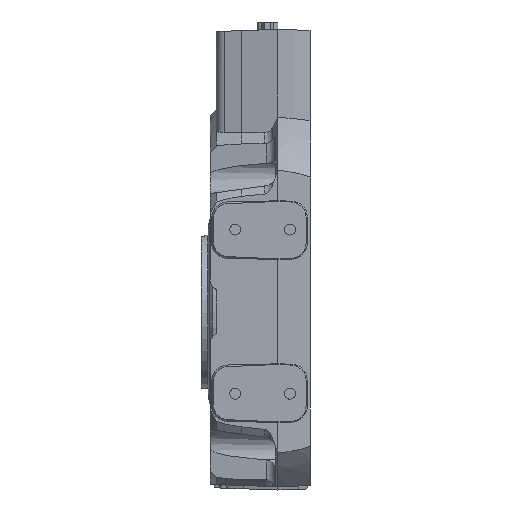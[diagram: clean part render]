
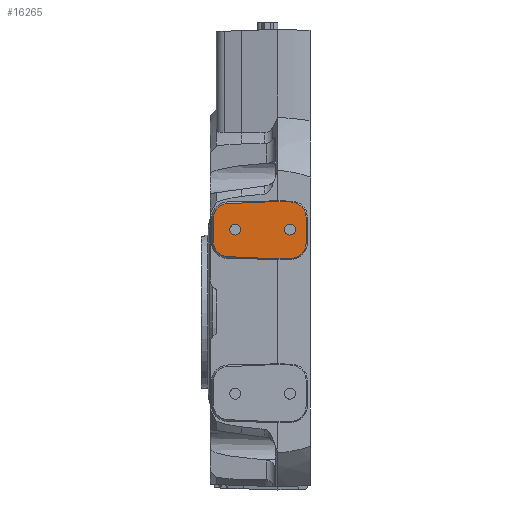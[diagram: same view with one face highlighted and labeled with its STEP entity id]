
A CAD part, left-side view. The second image highlights one B-rep face of the part: STEP entity #16265.
In plain terms, the highlighted planar face has unit normal (-1, 0, 0).
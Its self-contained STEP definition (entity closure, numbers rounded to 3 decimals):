
#362 = AXIS2_PLACEMENT_3D ( 'NONE', #18299, #13087, #5072 ) ;
#376 = VERTEX_POINT ( 'NONE', #12896 ) ;
#529 = CARTESIAN_POINT ( 'NONE',  ( -80., 9.5, 35. ) ) ;
#612 = CARTESIAN_POINT ( 'NONE',  ( -80., 37.644, 42.506 ) ) ;
#624 = CARTESIAN_POINT ( 'NONE',  ( -80., 8.179, 24.431 ) ) ;
#1001 = VERTEX_POINT ( 'NONE', #14604 ) ;
#1171 = AXIS2_PLACEMENT_3D ( 'NONE', #612, #20268, #7135 ) ;
#1236 = ORIENTED_EDGE ( 'NONE', *, *, #7859, .F. ) ;
#1512 = CARTESIAN_POINT ( 'NONE',  ( -80., 44.51, 43.232 ) ) ;
#1589 = CARTESIAN_POINT ( 'NONE',  ( -80., 9.844, 23.908 ) ) ;
#1616 = DIRECTION ( 'NONE',  ( 0., 0., 1. ) ) ;
#2207 = EDGE_CURVE ( 'NONE', #14884, #20419, #16241, .T. ) ;
#2210 = DIRECTION ( 'NONE',  ( 0., -0.999, -0.044 ) ) ;
#2311 = DIRECTION ( 'NONE',  ( 0., 0., 1. ) ) ;
#2459 = VERTEX_POINT ( 'NONE', #12845 ) ;
#2547 = CIRCLE ( 'NONE', #1171, 6.866 ) ;
#2558 = EDGE_CURVE ( 'NONE', #3221, #12426, #10703, .T. ) ;
#2603 = CARTESIAN_POINT ( 'NONE',  ( -80., 9.5, 40. ) ) ;
#2658 = CARTESIAN_POINT ( 'NONE',  ( -80., 2.134, 31.268 ) ) ;
#3207 = DIRECTION ( 'NONE',  ( 0., 0., 1. ) ) ;
#3221 = VERTEX_POINT ( 'NONE', #2603 ) ;
#3481 = CARTESIAN_POINT ( 'NONE',  ( -80., 2.134, 43.232 ) ) ;
#3748 = EDGE_CURVE ( 'NONE', #10606, #376, #5909, .T. ) ;
#3838 = DIRECTION ( 'NONE',  ( -1., 0., 0. ) ) ;
#3927 = FACE_OUTER_BOUND ( 'NONE', #5595, .T. ) ;
#4062 = CARTESIAN_POINT ( 'NONE',  ( -80., 37.943, 25.135 ) ) ;
#4144 = EDGE_CURVE ( 'NONE', #12426, #3221, #7660, .T. ) ;
#4308 = ORIENTED_EDGE ( 'NONE', *, *, #2558, .F. ) ;
#4739 = DIRECTION ( 'NONE',  ( -1., 0., 0. ) ) ;
#5043 = DIRECTION ( 'NONE',  ( 0., 0., 1. ) ) ;
#5072 = DIRECTION ( 'NONE',  ( 0., 0., 1. ) ) ;
#5340 = AXIS2_PLACEMENT_3D ( 'NONE', #10541, #20200, #20313 ) ;
#5451 = EDGE_LOOP ( 'NONE', ( #16938, #18616 ) ) ;
#5557 = VERTEX_POINT ( 'NONE', #13954 ) ;
#5595 = EDGE_LOOP ( 'NONE', ( #13118, #17153, #6624, #21323, #6797, #14391, #6887, #10583, #8753, #1236 ) ) ;
#5874 = VECTOR ( 'NONE', #2210, 1000. ) ;
#5909 = CIRCLE ( 'NONE', #12825, 2.5 ) ;
#6282 = EDGE_CURVE ( 'NONE', #20504, #15614, #8687, .T. ) ;
#6297 = DIRECTION ( 'NONE',  ( 1., 0., 0. ) ) ;
#6363 = DIRECTION ( 'NONE',  ( 0., 0., 1. ) ) ;
#6624 = ORIENTED_EDGE ( 'NONE', *, *, #9097, .F. ) ;
#6797 = ORIENTED_EDGE ( 'NONE', *, *, #2207, .F. ) ;
#6887 = ORIENTED_EDGE ( 'NONE', *, *, #13475, .F. ) ;
#7081 = CIRCLE ( 'NONE', #19550, 6.866 ) ;
#7119 = EDGE_CURVE ( 'NONE', #376, #10606, #7671, .T. ) ;
#7124 = CARTESIAN_POINT ( 'NONE',  ( -80., 2.134, 43.232 ) ) ;
#7135 = DIRECTION ( 'NONE',  ( 0., 0., 1. ) ) ;
#7404 = VECTOR ( 'NONE', #1616, 1000. ) ;
#7660 = CIRCLE ( 'NONE', #9032, 2.5 ) ;
#7671 = CIRCLE ( 'NONE', #20832, 2.5 ) ;
#7859 = EDGE_CURVE ( 'NONE', #17165, #20504, #16991, .T. ) ;
#7909 = EDGE_CURVE ( 'NONE', #8831, #5557, #9725, .T. ) ;
#8098 = CARTESIAN_POINT ( 'NONE',  ( -80., 9.322, 50.615 ) ) ;
#8322 = CARTESIAN_POINT ( 'NONE',  ( -80., 15., 24.133 ) ) ;
#8687 = LINE ( 'NONE', #3481, #17339 ) ;
#8753 = ORIENTED_EDGE ( 'NONE', *, *, #6282, .F. ) ;
#8831 = VERTEX_POINT ( 'NONE', #17584 ) ;
#8901 = FACE_BOUND ( 'NONE', #5451, .T. ) ;
#9032 = AXIS2_PLACEMENT_3D ( 'NONE', #9512, #4739, #6363 ) ;
#9041 = VERTEX_POINT ( 'NONE', #8322 ) ;
#9097 = EDGE_CURVE ( 'NONE', #2459, #8831, #2547, .T. ) ;
#9512 = CARTESIAN_POINT ( 'NONE',  ( -80., 9.5, 37.5 ) ) ;
#9712 = CARTESIAN_POINT ( 'NONE',  ( -80., 37.644, 31.994 ) ) ;
#9725 = LINE ( 'NONE', #8098, #18029 ) ;
#10344 = EDGE_LOOP ( 'NONE', ( #4308, #18911 ) ) ;
#10541 = CARTESIAN_POINT ( 'NONE',  ( -80., 9., 43.232 ) ) ;
#10583 = ORIENTED_EDGE ( 'NONE', *, *, #16609, .F. ) ;
#10606 = VERTEX_POINT ( 'NONE', #15272 ) ;
#10703 = CIRCLE ( 'NONE', #13471, 2.5 ) ;
#10928 = LINE ( 'NONE', #624, #11504 ) ;
#11280 = CARTESIAN_POINT ( 'NONE',  ( -80., 9., 31.268 ) ) ;
#11448 = DIRECTION ( 'NONE',  ( 1., 0., 0. ) ) ;
#11504 = VECTOR ( 'NONE', #13979, 1000. ) ;
#11979 = CARTESIAN_POINT ( 'NONE',  ( -80., 8.701, 50.092 ) ) ;
#12166 = FACE_BOUND ( 'NONE', #10344, .T. ) ;
#12426 = VERTEX_POINT ( 'NONE', #529 ) ;
#12433 = AXIS2_PLACEMENT_3D ( 'NONE', #9712, #11448, #3207 ) ;
#12825 = AXIS2_PLACEMENT_3D ( 'NONE', #15132, #20125, #20640 ) ;
#12845 = CARTESIAN_POINT ( 'NONE',  ( -80., 44.51, 42.506 ) ) ;
#12896 = CARTESIAN_POINT ( 'NONE',  ( -80., 34.5, 35. ) ) ;
#12911 = DIRECTION ( 'NONE',  ( 0., 0., 1. ) ) ;
#13081 = LINE ( 'NONE', #1589, #16346 ) ;
#13087 = DIRECTION ( 'NONE',  ( 1., 0., 0. ) ) ;
#13118 = ORIENTED_EDGE ( 'NONE', *, *, #20911, .F. ) ;
#13471 = AXIS2_PLACEMENT_3D ( 'NONE', #16419, #17943, #5043 ) ;
#13475 = EDGE_CURVE ( 'NONE', #1001, #9041, #10928, .T. ) ;
#13954 = CARTESIAN_POINT ( 'NONE',  ( -80., 15., 50.367 ) ) ;
#13979 = DIRECTION ( 'NONE',  ( 0., 0.999, -0.044 ) ) ;
#14391 = ORIENTED_EDGE ( 'NONE', *, *, #14810, .F. ) ;
#14604 = CARTESIAN_POINT ( 'NONE',  ( -80., 8.701, 24.408 ) ) ;
#14810 = EDGE_CURVE ( 'NONE', #9041, #14884, #13081, .T. ) ;
#14884 = VERTEX_POINT ( 'NONE', #4062 ) ;
#15048 = CARTESIAN_POINT ( 'NONE',  ( -80., 8.701, 50.092 ) ) ;
#15132 = CARTESIAN_POINT ( 'NONE',  ( -80., 34.5, 37.5 ) ) ;
#15272 = CARTESIAN_POINT ( 'NONE',  ( -80., 34.5, 40. ) ) ;
#15614 = VERTEX_POINT ( 'NONE', #2658 ) ;
#16241 = CIRCLE ( 'NONE', #12433, 6.866 ) ;
#16265 = ADVANCED_FACE ( 'NONE', ( #8901, #12166, #3927 ), #20083, .T. ) ;
#16346 = VECTOR ( 'NONE', #19391, 1000. ) ;
#16419 = CARTESIAN_POINT ( 'NONE',  ( -80., 9.5, 37.5 ) ) ;
#16523 = EDGE_CURVE ( 'NONE', #20419, #2459, #16583, .T. ) ;
#16583 = LINE ( 'NONE', #1512, #7404 ) ;
#16609 = EDGE_CURVE ( 'NONE', #15614, #1001, #7081, .T. ) ;
#16938 = ORIENTED_EDGE ( 'NONE', *, *, #3748, .F. ) ;
#16991 = CIRCLE ( 'NONE', #362, 6.866 ) ;
#17153 = ORIENTED_EDGE ( 'NONE', *, *, #7909, .F. ) ;
#17165 = VERTEX_POINT ( 'NONE', #15048 ) ;
#17339 = VECTOR ( 'NONE', #20308, 1000. ) ;
#17584 = CARTESIAN_POINT ( 'NONE',  ( -80., 37.943, 49.365 ) ) ;
#17943 = DIRECTION ( 'NONE',  ( -1., 0., 0. ) ) ;
#18029 = VECTOR ( 'NONE', #21339, 1000. ) ;
#18299 = CARTESIAN_POINT ( 'NONE',  ( -80., 9., 43.232 ) ) ;
#18498 = CARTESIAN_POINT ( 'NONE',  ( -80., 34.5, 37.5 ) ) ;
#18616 = ORIENTED_EDGE ( 'NONE', *, *, #7119, .F. ) ;
#18911 = ORIENTED_EDGE ( 'NONE', *, *, #4144, .F. ) ;
#19391 = DIRECTION ( 'NONE',  ( 0., 0.999, 0.044 ) ) ;
#19550 = AXIS2_PLACEMENT_3D ( 'NONE', #11280, #6297, #12911 ) ;
#19611 = CARTESIAN_POINT ( 'NONE',  ( -80., 44.51, 31.994 ) ) ;
#20083 = PLANE ( 'NONE',  #5340 ) ;
#20125 = DIRECTION ( 'NONE',  ( -1., 0., 0. ) ) ;
#20200 = DIRECTION ( 'NONE',  ( -1., 0., 0. ) ) ;
#20268 = DIRECTION ( 'NONE',  ( 1., 0., 0. ) ) ;
#20308 = DIRECTION ( 'NONE',  ( 0., 0., -1. ) ) ;
#20313 = DIRECTION ( 'NONE',  ( 0., 0., -1. ) ) ;
#20333 = LINE ( 'NONE', #11979, #5874 ) ;
#20419 = VERTEX_POINT ( 'NONE', #19611 ) ;
#20504 = VERTEX_POINT ( 'NONE', #7124 ) ;
#20640 = DIRECTION ( 'NONE',  ( 0., 0., 1. ) ) ;
#20832 = AXIS2_PLACEMENT_3D ( 'NONE', #18498, #3838, #2311 ) ;
#20911 = EDGE_CURVE ( 'NONE', #5557, #17165, #20333, .T. ) ;
#21323 = ORIENTED_EDGE ( 'NONE', *, *, #16523, .F. ) ;
#21339 = DIRECTION ( 'NONE',  ( 0., -0.999, 0.044 ) ) ;
